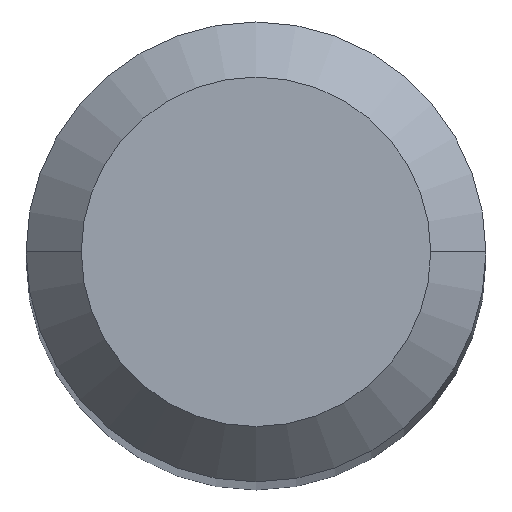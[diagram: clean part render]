
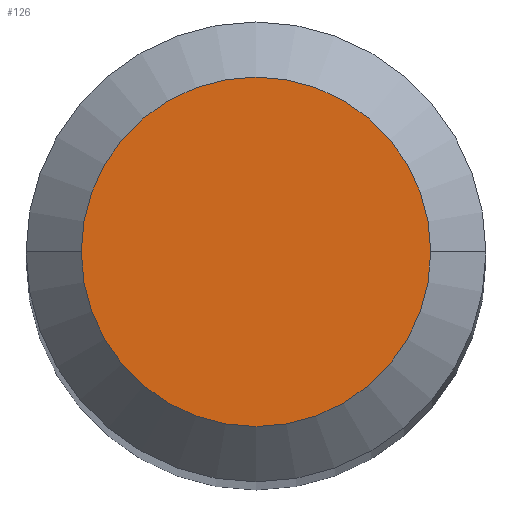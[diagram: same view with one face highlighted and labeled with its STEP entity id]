
A CAD part, top view. The second image highlights one B-rep face of the part: STEP entity #126.
In plain terms, the highlighted planar face has unit normal (0, 0, 1).
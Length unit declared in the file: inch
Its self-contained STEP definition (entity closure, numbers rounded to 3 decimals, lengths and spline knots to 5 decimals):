
#2 = AXIS2_PLACEMENT_3D ( 'NONE', #216, #86, #24 ) ;
#10 = AXIS2_PLACEMENT_3D ( 'NONE', #222, #162, #224 ) ;
#15 = EDGE_LOOP ( 'NONE', ( #209, #115 ) ) ;
#24 = DIRECTION ( 'NONE',  ( 1., 0., 0. ) ) ;
#26 = VERTEX_POINT ( 'NONE', #170 ) ;
#56 = FACE_OUTER_BOUND ( 'NONE', #15, .T. ) ;
#74 = CARTESIAN_POINT ( 'NONE',  ( 0., 0., 1.5 ) ) ;
#86 = DIRECTION ( 'NONE',  ( 0., 0., 1. ) ) ;
#89 = EDGE_CURVE ( 'NONE', #26, #178, #168, .T. ) ;
#111 = CARTESIAN_POINT ( 'NONE',  ( 0.0475, 0., 1.5 ) ) ;
#115 = ORIENTED_EDGE ( 'NONE', *, *, #226, .T. ) ;
#124 = CIRCLE ( 'NONE', #153, 0.0475 ) ;
#126 = ADVANCED_FACE ( 'NONE', ( #56 ), #145, .T. ) ;
#145 = PLANE ( 'NONE',  #10 ) ;
#148 = DIRECTION ( 'NONE',  ( 1., 0., 0. ) ) ;
#153 = AXIS2_PLACEMENT_3D ( 'NONE', #74, #223, #148 ) ;
#162 = DIRECTION ( 'NONE',  ( 0., 0., 1. ) ) ;
#168 = CIRCLE ( 'NONE', #2, 0.0475 ) ;
#170 = CARTESIAN_POINT ( 'NONE',  ( -0.0475, 0., 1.5 ) ) ;
#178 = VERTEX_POINT ( 'NONE', #111 ) ;
#209 = ORIENTED_EDGE ( 'NONE', *, *, #89, .T. ) ;
#216 = CARTESIAN_POINT ( 'NONE',  ( 0., 0., 1.5 ) ) ;
#222 = CARTESIAN_POINT ( 'NONE',  ( 0., 0., 1.5 ) ) ;
#223 = DIRECTION ( 'NONE',  ( 0., 0., 1. ) ) ;
#224 = DIRECTION ( 'NONE',  ( 1., 0., 0. ) ) ;
#226 = EDGE_CURVE ( 'NONE', #178, #26, #124, .T. ) ;
